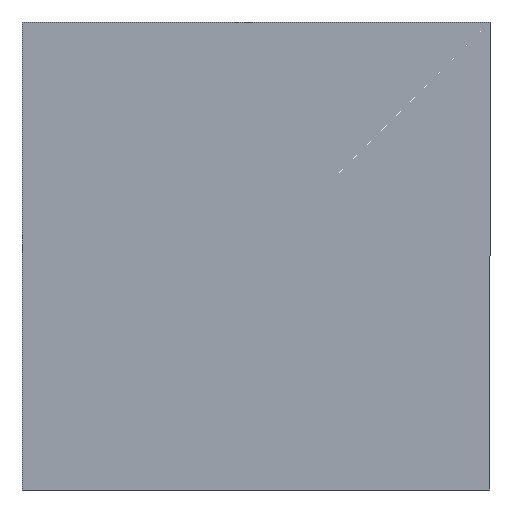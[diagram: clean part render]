
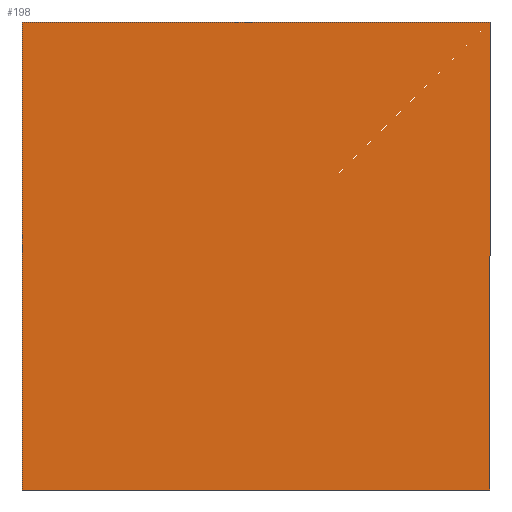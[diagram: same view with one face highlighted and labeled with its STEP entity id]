
A CAD part, front view. The second image highlights one B-rep face of the part: STEP entity #198.
In plain terms, the highlighted planar face has unit normal (0, -1, 0).
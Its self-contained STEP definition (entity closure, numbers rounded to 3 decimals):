
#8 = ORIENTED_EDGE ( 'NONE', *, *, #140, .F. ) ;
#20 = VERTEX_POINT ( 'NONE', #347 ) ;
#22 = DIRECTION ( 'NONE',  ( -1., 0., 0. ) ) ;
#25 = EDGE_CURVE ( 'NONE', #105, #101, #161, .T. ) ;
#32 = CARTESIAN_POINT ( 'NONE',  ( 0., 0., 0. ) ) ;
#42 = EDGE_CURVE ( 'NONE', #20, #105, #120, .T. ) ;
#46 = EDGE_LOOP ( 'NONE', ( #250, #277, #395, #8 ) ) ;
#48 = LINE ( 'NONE', #300, #260 ) ;
#65 = DIRECTION ( 'NONE',  ( 0., 0., 1. ) ) ;
#100 = DIRECTION ( 'NONE',  ( 0., 0., -1. ) ) ;
#101 = VERTEX_POINT ( 'NONE', #162 ) ;
#105 = VERTEX_POINT ( 'NONE', #191 ) ;
#120 = LINE ( 'NONE', #256, #210 ) ;
#140 = EDGE_CURVE ( 'NONE', #101, #413, #244, .T. ) ;
#142 = FACE_OUTER_BOUND ( 'NONE', #46, .T. ) ;
#161 = LINE ( 'NONE', #384, #400 ) ;
#162 = CARTESIAN_POINT ( 'NONE',  ( -2.5, 0., 2.5 ) ) ;
#191 = CARTESIAN_POINT ( 'NONE',  ( -2.5, 0., -2.5 ) ) ;
#198 = ADVANCED_FACE ( 'NONE', ( #142 ), #330, .F. ) ;
#206 = EDGE_CURVE ( 'NONE', #413, #20, #48, .T. ) ;
#210 = VECTOR ( 'NONE', #22, 1000. ) ;
#220 = DIRECTION ( 'NONE',  ( 0., 0., 1. ) ) ;
#232 = VECTOR ( 'NONE', #327, 1000. ) ;
#244 = LINE ( 'NONE', #389, #232 ) ;
#250 = ORIENTED_EDGE ( 'NONE', *, *, #25, .F. ) ;
#256 = CARTESIAN_POINT ( 'NONE',  ( -2.5, 0., -2.5 ) ) ;
#260 = VECTOR ( 'NONE', #100, 1000. ) ;
#267 = DIRECTION ( 'NONE',  ( 0., 1., 0. ) ) ;
#277 = ORIENTED_EDGE ( 'NONE', *, *, #42, .F. ) ;
#286 = AXIS2_PLACEMENT_3D ( 'NONE', #32, #267, #65 ) ;
#300 = CARTESIAN_POINT ( 'NONE',  ( 2.5, 0., -2.5 ) ) ;
#327 = DIRECTION ( 'NONE',  ( 1., 0., 0. ) ) ;
#330 = PLANE ( 'NONE',  #286 ) ;
#347 = CARTESIAN_POINT ( 'NONE',  ( 2.5, 0., -2.5 ) ) ;
#376 = CARTESIAN_POINT ( 'NONE',  ( 2.5, 0., 2.5 ) ) ;
#384 = CARTESIAN_POINT ( 'NONE',  ( -2.5, 0., -2.5 ) ) ;
#389 = CARTESIAN_POINT ( 'NONE',  ( -2.5, 0., 2.5 ) ) ;
#395 = ORIENTED_EDGE ( 'NONE', *, *, #206, .F. ) ;
#400 = VECTOR ( 'NONE', #220, 1000. ) ;
#413 = VERTEX_POINT ( 'NONE', #376 ) ;
